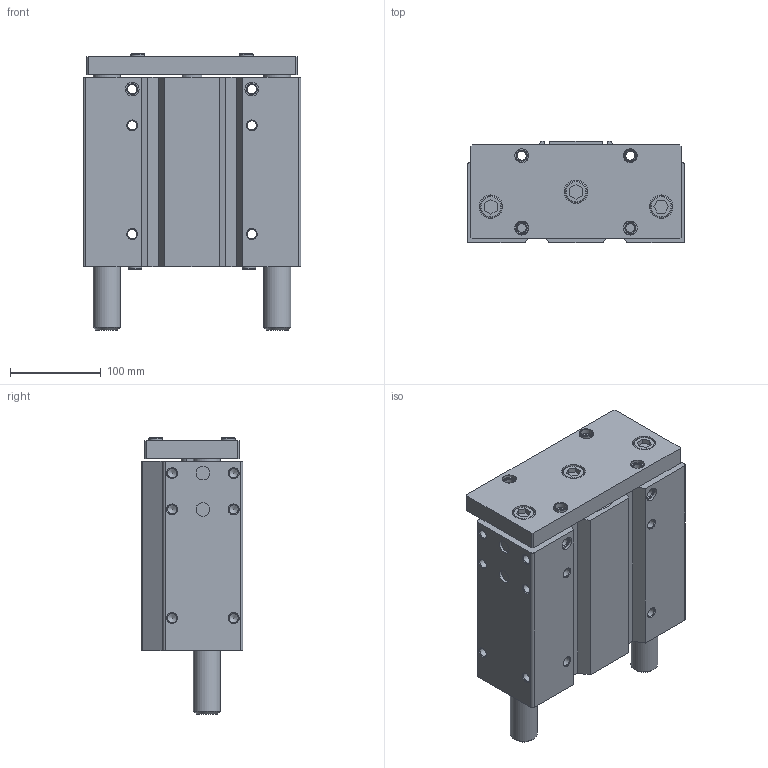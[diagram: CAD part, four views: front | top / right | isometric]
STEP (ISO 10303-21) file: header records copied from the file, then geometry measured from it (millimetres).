
FILE_DESCRIPTION(/* description */ ('STEP AP214'),/* implementation_level */ '2;1');
FILE_NAME(/* name */ '170971_DFM-100-125-P-A-KF',/* time_stamp */ '2024-08-14T18:50:35+02:00',/* author */ ('License CC BY-ND 4.0'),/* organization */ ('CADENAS'),/* preprocessor_version */ 'ST-DEVELOPER v19.3',/* originating_system */ 'PARTsolutions',/* authorisation */ ' ');
FILE_SCHEMA (('AUTOMOTIVE_DESIGN {1 0 10303 214 3 1 1}'));
Length unit declared in the file: millimetre
Products named in the file (5): 170971 DFM-100-125-P-A-KF---(0); 170971 DFM-100-125-P-A-KF---(Z); 170971 DFM-100-125-P-A-KF---(K); 191409 ZBH-15; 116517 G3/8
Assembly tree (8 placements, depth 2):
  170971 DFM-100-125-P-A-KF---(0)
    170971 DFM-100-125-P-A-KF---(Z)
    170971 DFM-100-125-P-A-KF---(K)
    191409 ZBH-15  x4
    116517 G3/8  x2
Bounding box: 240 x 112 x 304.9 mm (x, y, z)
Volume: 4193308.2 mm3; surface area: 511272.8 mm2
Topology: 8 solids, 8 shells, 330 faces, 749 edges, 473 vertices
Faces by surface type: plane 154, cylinder 99, cone 74, torus 3
Full cylindrical faces by diameter (mm): 10.106 x20, 10.4 x6, 12.4 x4, 14.95 x4, 15 x14, 16.662 x6, 18 x6, 24 x3, 25 x2, 26 x3, 30 x4, 100 x2, 102 x1
Entity records: 7609 total; most frequent: DIRECTION 1318, CARTESIAN_POINT 1244, ORIENTED_EDGE 1000, AXIS2_PLACEMENT_3D 535, EDGE_CURVE 500, FACE_BOUND 479, EDGE_LOOP 470, VERTEX_POINT 393
